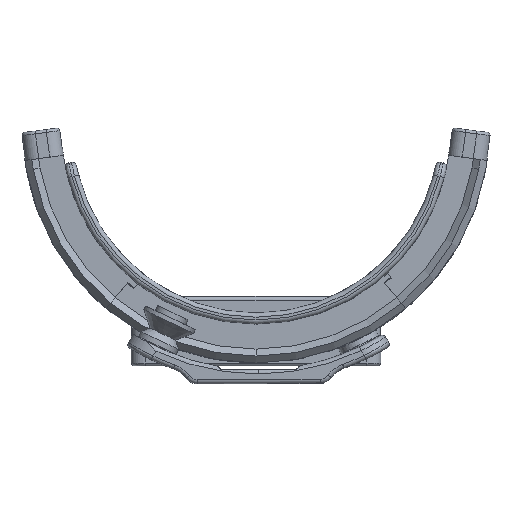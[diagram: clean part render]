
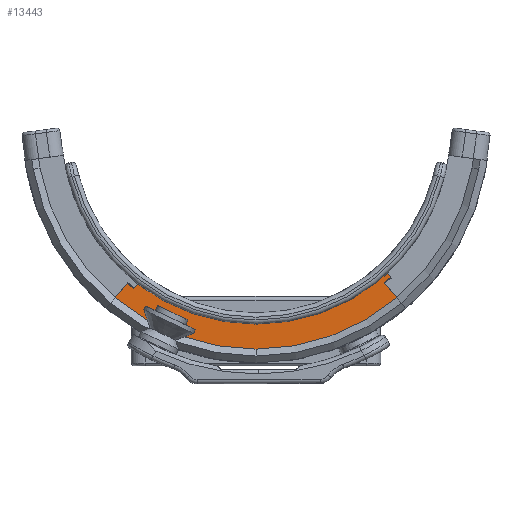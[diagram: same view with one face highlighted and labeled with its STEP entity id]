
A CAD part, front view. The second image highlights one B-rep face of the part: STEP entity #13443.
In plain terms, the highlighted planar face has unit normal (0, -1, 0).
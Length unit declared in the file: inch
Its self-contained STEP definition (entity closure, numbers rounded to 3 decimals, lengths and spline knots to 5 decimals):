
#897 = DIRECTION ( 'NONE',  ( 0., -1., 0. ) ) ;
#1665 = LINE ( 'NONE', #24262, #41958 ) ;
#1746 = CARTESIAN_POINT ( 'NONE',  ( 0., -0.19685, 0. ) ) ;
#1784 = CIRCLE ( 'NONE', #7935, 2.75591 ) ;
#1868 = VECTOR ( 'NONE', #35472, 39.37008 ) ;
#2172 = AXIS2_PLACEMENT_3D ( 'NONE', #4129, #897, #40039 ) ;
#2529 = EDGE_CURVE ( 'NONE', #2944, #42170, #6451, .T. ) ;
#2944 = VERTEX_POINT ( 'NONE', #23608 ) ;
#2963 = VERTEX_POINT ( 'NONE', #42517 ) ;
#3197 = DIRECTION ( 'NONE',  ( 0., -1., 0. ) ) ;
#3226 = CARTESIAN_POINT ( 'NONE',  ( 1.86194, -0.19685, -2.03523 ) ) ;
#3581 = VECTOR ( 'NONE', #26669, 39.37008 ) ;
#3708 = CARTESIAN_POINT ( 'NONE',  ( -1.77146, -0.19685, -2.11115 ) ) ;
#4129 = CARTESIAN_POINT ( 'NONE',  ( 0., -0.19685, 0. ) ) ;
#4487 = CIRCLE ( 'NONE', #34672, 3.11024 ) ;
#4728 = EDGE_CURVE ( 'NONE', #2944, #28105, #34542, .T. ) ;
#5045 = AXIS2_PLACEMENT_3D ( 'NONE', #1746, #27790, #20888 ) ;
#5839 = CARTESIAN_POINT ( 'NONE',  ( -1.99922, -0.19685, -2.38258 ) ) ;
#6451 = LINE ( 'NONE', #3226, #1868 ) ;
#7264 = FACE_OUTER_BOUND ( 'NONE', #40793, .T. ) ;
#7935 = AXIS2_PLACEMENT_3D ( 'NONE', #23038, #26685, #36563 ) ;
#7969 = ORIENTED_EDGE ( 'NONE', *, *, #21893, .F. ) ;
#8334 = EDGE_CURVE ( 'NONE', #30285, #28105, #35313, .T. ) ;
#8658 = AXIS2_PLACEMENT_3D ( 'NONE', #39310, #3197, #29229 ) ;
#9990 = EDGE_CURVE ( 'NONE', #31361, #2963, #37188, .T. ) ;
#10496 = EDGE_CURVE ( 'NONE', #42084, #19227, #42580, .T. ) ;
#10832 = ORIENTED_EDGE ( 'NONE', *, *, #2529, .F. ) ;
#11608 = VERTEX_POINT ( 'NONE', #19415 ) ;
#13443 = ADVANCED_FACE ( 'NONE', ( #7264 ), #16522, .T. ) ;
#14226 = VECTOR ( 'NONE', #36615, 39.37008 ) ;
#14245 = EDGE_CURVE ( 'NONE', #11608, #30285, #1784, .T. ) ;
#16359 = ORIENTED_EDGE ( 'NONE', *, *, #4728, .T. ) ;
#16392 = ORIENTED_EDGE ( 'NONE', *, *, #27620, .T. ) ;
#16522 = PLANE ( 'NONE',  #8658 ) ;
#16824 = DIRECTION ( 'NONE',  ( -0.643, 0., -0.766 ) ) ;
#17573 = LINE ( 'NONE', #30695, #41305 ) ;
#17788 = DIRECTION ( 'NONE',  ( -0.766, 0., 0.643 ) ) ;
#18208 = CARTESIAN_POINT ( 'NONE',  ( 1.86194, -0.19685, -2.03523 ) ) ;
#18674 = DIRECTION ( 'NONE',  ( 0., 0., -1. ) ) ;
#18812 = VECTOR ( 'NONE', #16824, 39.37008 ) ;
#19009 = ORIENTED_EDGE ( 'NONE', *, *, #33771, .T. ) ;
#19227 = VERTEX_POINT ( 'NONE', #21326 ) ;
#19301 = CARTESIAN_POINT ( 'NONE',  ( 0., -0.19685, -2.75591 ) ) ;
#19415 = CARTESIAN_POINT ( 'NONE',  ( -1.67936, -0.19685, -2.18513 ) ) ;
#20888 = DIRECTION ( 'NONE',  ( 0., 0., -1. ) ) ;
#21268 = ORIENTED_EDGE ( 'NONE', *, *, #8334, .F. ) ;
#21326 = CARTESIAN_POINT ( 'NONE',  ( 1.99922, -0.19685, -2.38258 ) ) ;
#21883 = ORIENTED_EDGE ( 'NONE', *, *, #10496, .F. ) ;
#21893 = EDGE_CURVE ( 'NONE', #42170, #42084, #35963, .T. ) ;
#23038 = CARTESIAN_POINT ( 'NONE',  ( 0., -0.19685, 0. ) ) ;
#23293 = CARTESIAN_POINT ( 'NONE',  ( -1.73666, -0.19685, -2.25342 ) ) ;
#23574 = CARTESIAN_POINT ( 'NONE',  ( -1.82714, -0.19685, -2.1775 ) ) ;
#23608 = CARTESIAN_POINT ( 'NONE',  ( 1.86194, -0.19685, -2.03523 ) ) ;
#24262 = CARTESIAN_POINT ( 'NONE',  ( -1.63037, -0.19685, -2.12675 ) ) ;
#26402 = CARTESIAN_POINT ( 'NONE',  ( 1.81701, -0.19685, -2.16543 ) ) ;
#26669 = DIRECTION ( 'NONE',  ( 0.643, 0., -0.766 ) ) ;
#26685 = DIRECTION ( 'NONE',  ( 0., -1., 0. ) ) ;
#27620 = EDGE_CURVE ( 'NONE', #34802, #37524, #17573, .T. ) ;
#27699 = DIRECTION ( 'NONE',  ( -0.766, 0., -0.643 ) ) ;
#27790 = DIRECTION ( 'NONE',  ( 0., -1., 0. ) ) ;
#27914 = DIRECTION ( 'NONE',  ( 0.643, 0., 0.766 ) ) ;
#28105 = VERTEX_POINT ( 'NONE', #32271 ) ;
#28996 = ORIENTED_EDGE ( 'NONE', *, *, #14245, .F. ) ;
#29229 = DIRECTION ( 'NONE',  ( 0., 0., -1. ) ) ;
#29413 = CARTESIAN_POINT ( 'NONE',  ( 1.90749, -0.19685, -2.08951 ) ) ;
#30109 = CARTESIAN_POINT ( 'NONE',  ( 1.77146, -0.19685, -2.11115 ) ) ;
#30285 = VERTEX_POINT ( 'NONE', #19301 ) ;
#30695 = CARTESIAN_POINT ( 'NONE',  ( -1.73666, -0.19685, -2.25342 ) ) ;
#30944 = CARTESIAN_POINT ( 'NONE',  ( 0., -0.19685, 0. ) ) ;
#31361 = VERTEX_POINT ( 'NONE', #5839 ) ;
#31370 = DIRECTION ( 'NONE',  ( 0., -1., 0. ) ) ;
#31629 = VECTOR ( 'NONE', #27699, 39.37008 ) ;
#32048 = ORIENTED_EDGE ( 'NONE', *, *, #42256, .F. ) ;
#32271 = CARTESIAN_POINT ( 'NONE',  ( 1.77146, -0.19685, -2.11115 ) ) ;
#32960 = CARTESIAN_POINT ( 'NONE',  ( 1.90749, -0.19685, -2.08951 ) ) ;
#33160 = LINE ( 'NONE', #3708, #18812 ) ;
#33771 = EDGE_CURVE ( 'NONE', #37524, #31361, #33160, .T. ) ;
#34542 = LINE ( 'NONE', #18208, #31629 ) ;
#34672 = AXIS2_PLACEMENT_3D ( 'NONE', #30944, #31370, #18674 ) ;
#34802 = VERTEX_POINT ( 'NONE', #23293 ) ;
#35033 = EDGE_CURVE ( 'NONE', #2963, #19227, #4487, .T. ) ;
#35313 = CIRCLE ( 'NONE', #5045, 2.75591 ) ;
#35472 = DIRECTION ( 'NONE',  ( 0.643, 0., -0.766 ) ) ;
#35963 = LINE ( 'NONE', #32960, #14226 ) ;
#36279 = ORIENTED_EDGE ( 'NONE', *, *, #9990, .T. ) ;
#36563 = DIRECTION ( 'NONE',  ( 0., 0., -1. ) ) ;
#36615 = DIRECTION ( 'NONE',  ( -0.766, 0., -0.643 ) ) ;
#37188 = CIRCLE ( 'NONE', #2172, 3.11024 ) ;
#37524 = VERTEX_POINT ( 'NONE', #23574 ) ;
#39310 = CARTESIAN_POINT ( 'NONE',  ( -1.77146, -0.19685, -2.11115 ) ) ;
#39773 = ORIENTED_EDGE ( 'NONE', *, *, #35033, .T. ) ;
#40039 = DIRECTION ( 'NONE',  ( 0., 0., -1. ) ) ;
#40793 = EDGE_LOOP ( 'NONE', ( #16392, #19009, #36279, #39773, #21883, #7969, #10832, #16359, #21268, #28996, #32048 ) ) ;
#41305 = VECTOR ( 'NONE', #17788, 39.37008 ) ;
#41958 = VECTOR ( 'NONE', #27914, 39.37008 ) ;
#42084 = VERTEX_POINT ( 'NONE', #26402 ) ;
#42170 = VERTEX_POINT ( 'NONE', #29413 ) ;
#42256 = EDGE_CURVE ( 'NONE', #34802, #11608, #1665, .T. ) ;
#42517 = CARTESIAN_POINT ( 'NONE',  ( 0., -0.19685, -3.11024 ) ) ;
#42580 = LINE ( 'NONE', #30109, #3581 ) ;
